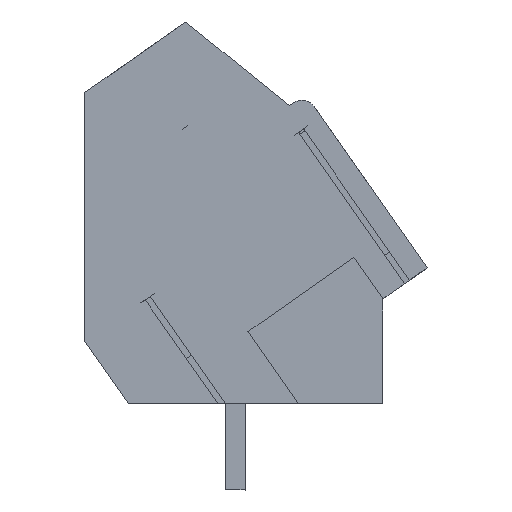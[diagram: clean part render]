
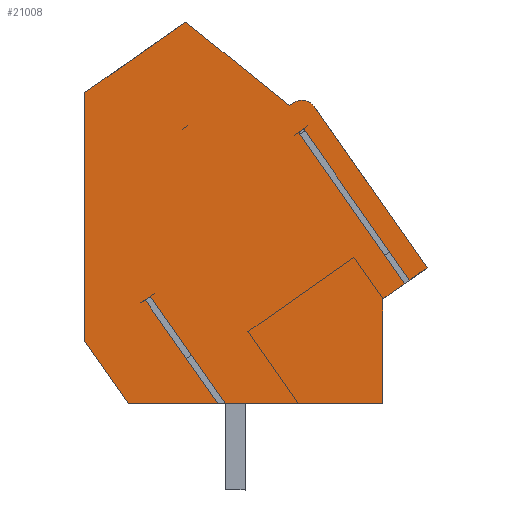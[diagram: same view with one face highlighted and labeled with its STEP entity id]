
A CAD part, left-side view. The second image highlights one B-rep face of the part: STEP entity #21008.
In plain terms, the highlighted planar face has unit normal (-1, 0, 0).
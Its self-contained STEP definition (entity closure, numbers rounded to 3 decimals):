
#19587=AXIS2_PLACEMENT_3D('Circle Axis2P3D',#19585,#19586,$) ;
#20948=AXIS2_PLACEMENT_3D('Plane Axis2P3D',#20945,#20946,#20947) ;
#19233=CARTESIAN_POINT('Vertex',(0.,1.8,3.5)) ;
#19236=CARTESIAN_POINT('Line Origine',(0.,4.996,3.5)) ;
#19240=CARTESIAN_POINT('Vertex',(0.,8.192,3.5)) ;
#19261=CARTESIAN_POINT('Vertex',(0.,8.496,3.5)) ;
#19264=CARTESIAN_POINT('Line Origine',(0.,10.312,3.5)) ;
#19268=CARTESIAN_POINT('Vertex',(0.,12.128,3.5)) ;
#19356=CARTESIAN_POINT('Line Origine',(0.,13.014,4.765)) ;
#19360=CARTESIAN_POINT('Vertex',(0.,13.9,6.03)) ;
#19381=CARTESIAN_POINT('Line Origine',(0.,13.9,11.081)) ;
#19385=CARTESIAN_POINT('Vertex',(0.,13.9,16.132)) ;
#19474=CARTESIAN_POINT('Line Origine',(0.,11.852,17.566)) ;
#19478=CARTESIAN_POINT('Vertex',(0.,9.804,19.)) ;
#19535=CARTESIAN_POINT('Line Origine',(0.,7.696,17.302)) ;
#19539=CARTESIAN_POINT('Vertex',(0.,5.588,15.604)) ;
#19560=CARTESIAN_POINT('Line Origine',(0.,5.506,15.662)) ;
#19564=CARTESIAN_POINT('Vertex',(0.,5.424,15.719)) ;
#19585=CARTESIAN_POINT('Axis2P3D Location',(0.,5.08,15.227)) ;
#19589=CARTESIAN_POINT('Vertex',(0.,4.589,15.572)) ;
#19610=CARTESIAN_POINT('Line Origine',(0.,2.294,12.295)) ;
#19614=CARTESIAN_POINT('Vertex',(0.,0.,9.018)) ;
#19703=CARTESIAN_POINT('Line Origine',(0.,0.358,8.767)) ;
#19707=CARTESIAN_POINT('Vertex',(0.,0.717,8.516)) ;
#19728=CARTESIAN_POINT('Vertex',(0.,0.921,8.373)) ;
#19731=CARTESIAN_POINT('Line Origine',(0.,1.361,8.066)) ;
#19735=CARTESIAN_POINT('Vertex',(0.,1.8,7.758)) ;
#20932=CARTESIAN_POINT('Line Origine',(0.,1.8,5.629)) ;
#20945=CARTESIAN_POINT('Axis2P3D Location',(0.,13.9,0.)) ;
#20950=CARTESIAN_POINT('Line Origine',(0.,9.972,5.608)) ;
#20954=CARTESIAN_POINT('Vertex',(0.,11.448,7.716)) ;
#20957=CARTESIAN_POINT('Line Origine',(0.,11.346,7.788)) ;
#20961=CARTESIAN_POINT('Vertex',(0.,11.244,7.859)) ;
#20964=CARTESIAN_POINT('Line Origine',(0.,9.718,5.68)) ;
#20969=CARTESIAN_POINT('Line Origine',(0.,3.072,11.445)) ;
#20973=CARTESIAN_POINT('Vertex',(0.,5.223,14.517)) ;
#20976=CARTESIAN_POINT('Line Origine',(0.,5.121,14.588)) ;
#20980=CARTESIAN_POINT('Vertex',(0.,5.019,14.66)) ;
#20983=CARTESIAN_POINT('Line Origine',(0.,2.868,11.588)) ;
#19237=DIRECTION('Vector Direction',(0.,1.,0.)) ;
#19265=DIRECTION('Vector Direction',(0.,1.,0.)) ;
#19357=DIRECTION('Vector Direction',(0.,0.574,0.819)) ;
#19382=DIRECTION('Vector Direction',(0.,0.,1.)) ;
#19475=DIRECTION('Vector Direction',(0.,-0.819,0.574)) ;
#19536=DIRECTION('Vector Direction',(0.,-0.779,-0.627)) ;
#19561=DIRECTION('Vector Direction',(0.,-0.819,0.574)) ;
#19586=DIRECTION('Axis2P3D Direction',(-1.,0.,0.)) ;
#19611=DIRECTION('Vector Direction',(0.,-0.574,-0.819)) ;
#19704=DIRECTION('Vector Direction',(0.,0.819,-0.574)) ;
#19732=DIRECTION('Vector Direction',(0.,0.819,-0.574)) ;
#20933=DIRECTION('Vector Direction',(0.,0.,-1.)) ;
#20946=DIRECTION('Axis2P3D Direction',(-1.,0.,0.)) ;
#20947=DIRECTION('Axis2P3D XDirection',(0.,-1.,0.)) ;
#20951=DIRECTION('Vector Direction',(0.,-0.574,-0.819)) ;
#20958=DIRECTION('Vector Direction',(0.,0.819,-0.574)) ;
#20965=DIRECTION('Vector Direction',(0.,-0.574,-0.819)) ;
#20970=DIRECTION('Vector Direction',(0.,-0.574,-0.819)) ;
#20977=DIRECTION('Vector Direction',(0.,0.819,-0.574)) ;
#20984=DIRECTION('Vector Direction',(0.,-0.574,-0.819)) ;
#19238=VECTOR('Line Direction',#19237,1.) ;
#19266=VECTOR('Line Direction',#19265,1.) ;
#19358=VECTOR('Line Direction',#19357,1.) ;
#19383=VECTOR('Line Direction',#19382,1.) ;
#19476=VECTOR('Line Direction',#19475,1.) ;
#19537=VECTOR('Line Direction',#19536,1.) ;
#19562=VECTOR('Line Direction',#19561,1.) ;
#19612=VECTOR('Line Direction',#19611,1.) ;
#19705=VECTOR('Line Direction',#19704,1.) ;
#19733=VECTOR('Line Direction',#19732,1.) ;
#20934=VECTOR('Line Direction',#20933,1.) ;
#20952=VECTOR('Line Direction',#20951,1.) ;
#20959=VECTOR('Line Direction',#20958,1.) ;
#20966=VECTOR('Line Direction',#20965,1.) ;
#20971=VECTOR('Line Direction',#20970,1.) ;
#20978=VECTOR('Line Direction',#20977,1.) ;
#20985=VECTOR('Line Direction',#20984,1.) ;
#20989=ORIENTED_EDGE('',*,*,#19709,.T.) ;
#20990=ORIENTED_EDGE('',*,*,#19616,.T.) ;
#20991=ORIENTED_EDGE('',*,*,#19591,.T.) ;
#20992=ORIENTED_EDGE('',*,*,#19566,.T.) ;
#20993=ORIENTED_EDGE('',*,*,#19541,.T.) ;
#20994=ORIENTED_EDGE('',*,*,#19480,.T.) ;
#20995=ORIENTED_EDGE('',*,*,#19387,.T.) ;
#20996=ORIENTED_EDGE('',*,*,#19362,.T.) ;
#20997=ORIENTED_EDGE('',*,*,#19270,.T.) ;
#20998=ORIENTED_EDGE('',*,*,#20956,.F.) ;
#20999=ORIENTED_EDGE('',*,*,#20963,.F.) ;
#21000=ORIENTED_EDGE('',*,*,#20968,.T.) ;
#21001=ORIENTED_EDGE('',*,*,#19242,.T.) ;
#21002=ORIENTED_EDGE('',*,*,#20936,.T.) ;
#21003=ORIENTED_EDGE('',*,*,#19737,.T.) ;
#21004=ORIENTED_EDGE('',*,*,#20975,.F.) ;
#21005=ORIENTED_EDGE('',*,*,#20982,.F.) ;
#21006=ORIENTED_EDGE('',*,*,#20987,.T.) ;
#21008=ADVANCED_FACE('HOUSING',(#21007),#20949,.T.) ;
#19588=CIRCLE('generated circle',#19587,0.6) ;
#19242=EDGE_CURVE('',#19241,#19234,#19239,.F.) ;
#19270=EDGE_CURVE('',#19269,#19262,#19267,.F.) ;
#19362=EDGE_CURVE('',#19361,#19269,#19359,.F.) ;
#19387=EDGE_CURVE('',#19386,#19361,#19384,.F.) ;
#19480=EDGE_CURVE('',#19479,#19386,#19477,.F.) ;
#19541=EDGE_CURVE('',#19540,#19479,#19538,.F.) ;
#19566=EDGE_CURVE('',#19565,#19540,#19563,.F.) ;
#19591=EDGE_CURVE('',#19590,#19565,#19588,.T.) ;
#19616=EDGE_CURVE('',#19615,#19590,#19613,.F.) ;
#19709=EDGE_CURVE('',#19708,#19615,#19706,.F.) ;
#19737=EDGE_CURVE('',#19736,#19729,#19734,.F.) ;
#20936=EDGE_CURVE('',#19234,#19736,#20935,.F.) ;
#20956=EDGE_CURVE('',#20955,#19262,#20953,.T.) ;
#20963=EDGE_CURVE('',#20962,#20955,#20960,.T.) ;
#20968=EDGE_CURVE('',#20962,#19241,#20967,.T.) ;
#20975=EDGE_CURVE('',#20974,#19729,#20972,.T.) ;
#20982=EDGE_CURVE('',#20981,#20974,#20979,.T.) ;
#20987=EDGE_CURVE('',#20981,#19708,#20986,.T.) ;
#20988=EDGE_LOOP('',(#20989,#20990,#20991,#20992,#20993,#20994,#20995,#20996,#20997,#20998,#20999,#21000,#21001,#21002,#21003,#21004,#21005,#21006)) ;
#21007=FACE_OUTER_BOUND('',#20988,.T.) ;
#19239=LINE('Line',#19236,#19238) ;
#19267=LINE('Line',#19264,#19266) ;
#19359=LINE('Line',#19356,#19358) ;
#19384=LINE('Line',#19381,#19383) ;
#19477=LINE('Line',#19474,#19476) ;
#19538=LINE('Line',#19535,#19537) ;
#19563=LINE('Line',#19560,#19562) ;
#19613=LINE('Line',#19610,#19612) ;
#19706=LINE('Line',#19703,#19705) ;
#19734=LINE('Line',#19731,#19733) ;
#20935=LINE('Line',#20932,#20934) ;
#20953=LINE('Line',#20950,#20952) ;
#20960=LINE('Line',#20957,#20959) ;
#20967=LINE('Line',#20964,#20966) ;
#20972=LINE('Line',#20969,#20971) ;
#20979=LINE('Line',#20976,#20978) ;
#20986=LINE('Line',#20983,#20985) ;
#20949=PLANE('',#20948) ;
#19234=VERTEX_POINT('',#19233) ;
#19241=VERTEX_POINT('',#19240) ;
#19262=VERTEX_POINT('',#19261) ;
#19269=VERTEX_POINT('',#19268) ;
#19361=VERTEX_POINT('',#19360) ;
#19386=VERTEX_POINT('',#19385) ;
#19479=VERTEX_POINT('',#19478) ;
#19540=VERTEX_POINT('',#19539) ;
#19565=VERTEX_POINT('',#19564) ;
#19590=VERTEX_POINT('',#19589) ;
#19615=VERTEX_POINT('',#19614) ;
#19708=VERTEX_POINT('',#19707) ;
#19729=VERTEX_POINT('',#19728) ;
#19736=VERTEX_POINT('',#19735) ;
#20955=VERTEX_POINT('',#20954) ;
#20962=VERTEX_POINT('',#20961) ;
#20974=VERTEX_POINT('',#20973) ;
#20981=VERTEX_POINT('',#20980) ;
